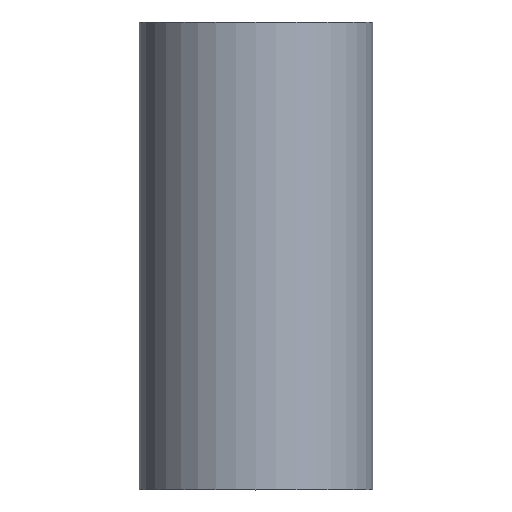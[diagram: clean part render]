
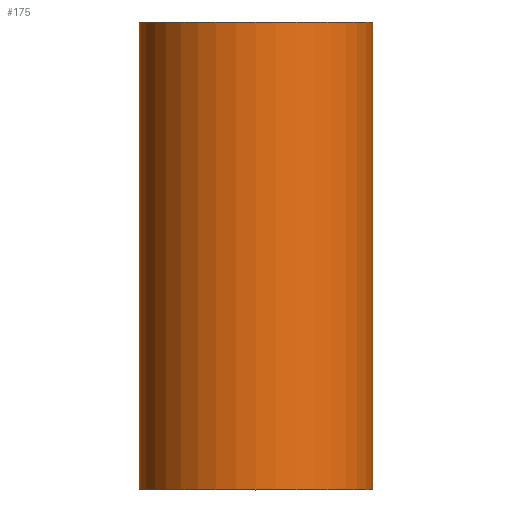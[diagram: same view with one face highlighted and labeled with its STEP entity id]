
A CAD part, top view. The second image highlights one B-rep face of the part: STEP entity #175.
In plain terms, the highlighted cylindrical face has radius 25 mm (diameter 50 mm), a full revolution.
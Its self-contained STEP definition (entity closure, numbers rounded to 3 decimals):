
#175 = ADVANCED_FACE( '', ( #425, #426 ), #427, .T. );
#425 = FACE_OUTER_BOUND( '', #750, .T. );
#426 = FACE_OUTER_BOUND( '', #751, .T. );
#427 = CYLINDRICAL_SURFACE( '', #752, 25. );
#750 = EDGE_LOOP( '', ( #1184 ) );
#751 = EDGE_LOOP( '', ( #1185 ) );
#752 = AXIS2_PLACEMENT_3D( '', #1186, #1187, #1188 );
#1184 = ORIENTED_EDGE( '', *, *, #2145, .T. );
#1185 = ORIENTED_EDGE( '', *, *, #2146, .F. );
#1186 = CARTESIAN_POINT( '', ( 0., 100., 0. ) );
#1187 = DIRECTION( '', ( 0., 1., 0. ) );
#1188 = DIRECTION( '', ( 0., 0., -1. ) );
#2145 = EDGE_CURVE( '', #2638, #2638, #2639, .T. );
#2146 = EDGE_CURVE( '', #2640, #2640, #2641, .T. );
#2638 = VERTEX_POINT( '', #3299 );
#2639 = CIRCLE( '', #3300, 25. );
#2640 = VERTEX_POINT( '', #3301 );
#2641 = CIRCLE( '', #3302, 25. );
#3299 = CARTESIAN_POINT( '', ( 25., 100., 0. ) );
#3300 = AXIS2_PLACEMENT_3D( '', #3966, #3967, #3968 );
#3301 = CARTESIAN_POINT( '', ( 25., 0., 0. ) );
#3302 = AXIS2_PLACEMENT_3D( '', #3969, #3970, #3971 );
#3966 = CARTESIAN_POINT( '', ( 0., 100., 0. ) );
#3967 = DIRECTION( '', ( 0., -1., 0. ) );
#3968 = DIRECTION( '', ( 1., 0., 0. ) );
#3969 = CARTESIAN_POINT( '', ( 0., 0., 0. ) );
#3970 = DIRECTION( '', ( 0., -1., 0. ) );
#3971 = DIRECTION( '', ( 1., 0., 0. ) );
